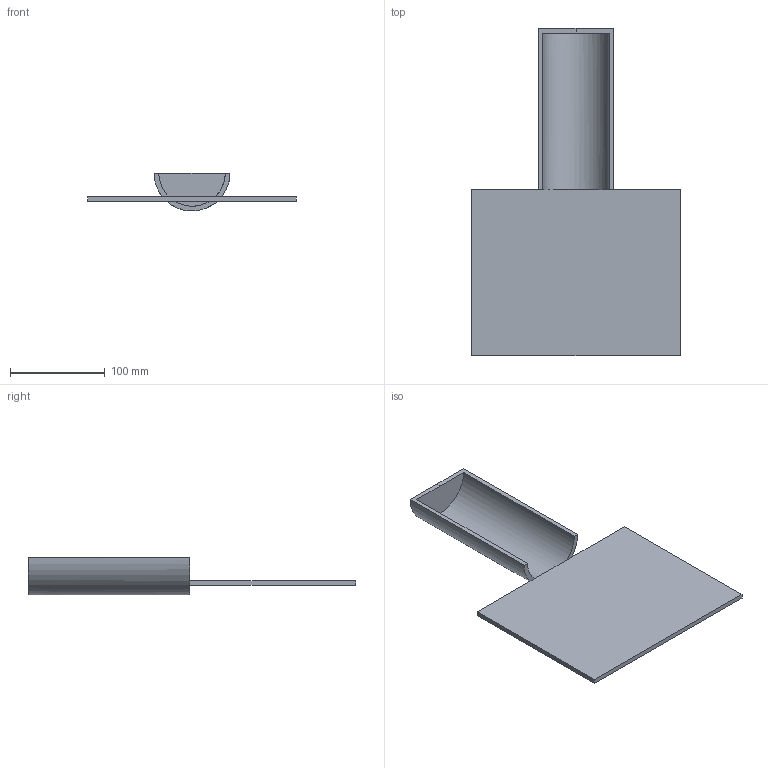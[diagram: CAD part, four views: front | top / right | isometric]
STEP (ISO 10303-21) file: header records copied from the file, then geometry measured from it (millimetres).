
FILE_DESCRIPTION((''),'2;1');
FILE_NAME( 'MD_example.stp', '2000-08-23T11:39:09',('User'),('SDRC'),'I-DEAS Master Series 8','UNIX', 'Yes');
FILE_SCHEMA(('CONFIG_CONTROL_DESIGN'));
Length unit declared in the file: millimetre
Bounding box: 220 x 345 x 40 mm (x, y, z)
Volume: 302427.1 mm3; surface area: 127438.7 mm2
Topology: 1 solids, 1 shells, 17 faces, 43 edges, 26 vertices
Faces by surface type: bspline 17
Entity records: 563 total; most frequent: CARTESIAN_POINT 212, ORIENTED_EDGE 86, EDGE_CURVE 43, VERTEX_POINT 26, QUASI_UNIFORM_CURVE 21, EDGE_LOOP 17, FACE_OUTER_BOUND 17, ADVANCED_FACE 17
